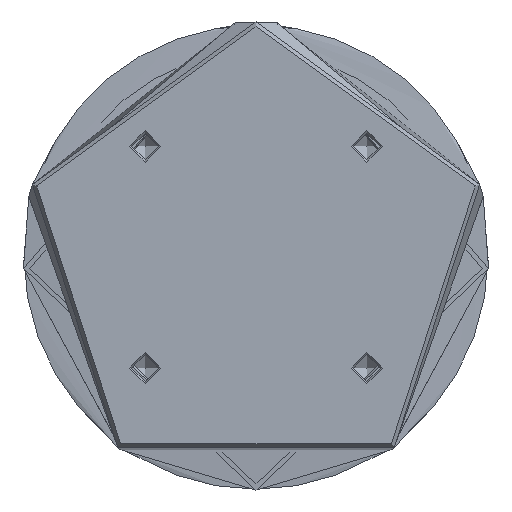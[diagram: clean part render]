
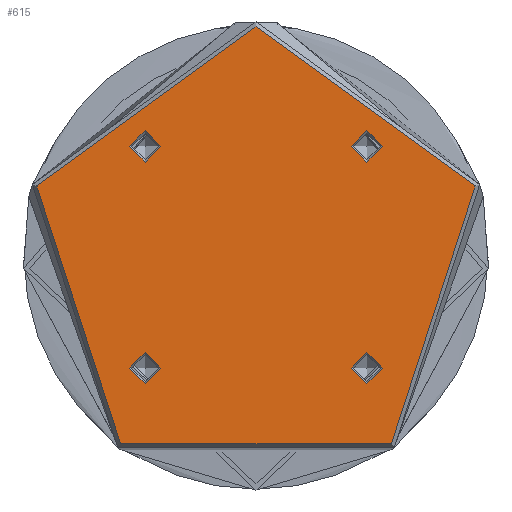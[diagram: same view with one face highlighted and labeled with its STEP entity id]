
A CAD part, front view. The second image highlights one B-rep face of the part: STEP entity #615.
In plain terms, the highlighted face is planar.
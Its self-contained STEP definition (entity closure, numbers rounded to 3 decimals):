
#103 = CIRCLE ( 'NONE', #2600, 5.025 ) ;
#117 = CIRCLE ( 'NONE', #980, 73.5 ) ;
#144 = AXIS2_PLACEMENT_3D ( 'NONE', #4047, #1505, #4481 ) ;
#295 = DIRECTION ( 'NONE',  ( 0., 0., 1. ) ) ;
#421 = CARTESIAN_POINT ( 'NONE',  ( 0., 0., 0. ) ) ;
#451 = AXIS2_PLACEMENT_3D ( 'NONE', #3228, #738, #3670 ) ;
#460 = ORIENTED_EDGE ( 'NONE', *, *, #716, .F. ) ;
#528 = VERTEX_POINT ( 'NONE', #1339 ) ;
#615 = ADVANCED_FACE ( 'NONE', ( #2190, #1068, #4455, #3293, #2326 ), #3784, .F. ) ;
#710 = AXIS2_PLACEMENT_3D ( 'NONE', #2787, #295, #3199 ) ;
#716 = EDGE_CURVE ( 'NONE', #5295, #5295, #4376, .T. ) ;
#738 = DIRECTION ( 'NONE',  ( 0., 0., 1. ) ) ;
#845 = ORIENTED_EDGE ( 'NONE', *, *, #4386, .F. ) ;
#904 = EDGE_LOOP ( 'NONE', ( #3704 ) ) ;
#905 = ORIENTED_EDGE ( 'NONE', *, *, #4899, .T. ) ;
#980 = AXIS2_PLACEMENT_3D ( 'NONE', #1921, #4903, #2346 ) ;
#1068 = FACE_BOUND ( 'NONE', #3836, .T. ) ;
#1280 = DIRECTION ( 'NONE',  ( 0., 0., 1. ) ) ;
#1339 = CARTESIAN_POINT ( 'NONE',  ( 40.38, 35.355, 0. ) ) ;
#1505 = DIRECTION ( 'NONE',  ( 0., 0., 1. ) ) ;
#1648 = VERTEX_POINT ( 'NONE', #3870 ) ;
#1671 = AXIS2_PLACEMENT_3D ( 'NONE', #421, #4217, #1681 ) ;
#1681 = DIRECTION ( 'NONE',  ( -1., 0., 0. ) ) ;
#1921 = CARTESIAN_POINT ( 'NONE',  ( 0., 0., 0. ) ) ;
#1982 = CIRCLE ( 'NONE', #144, 5.025 ) ;
#2182 = EDGE_LOOP ( 'NONE', ( #845 ) ) ;
#2190 = FACE_BOUND ( 'NONE', #4958, .T. ) ;
#2201 = CARTESIAN_POINT ( 'NONE',  ( 40.38, -35.355, 0. ) ) ;
#2326 = FACE_OUTER_BOUND ( 'NONE', #3663, .T. ) ;
#2346 = DIRECTION ( 'NONE',  ( 1., 0., 0. ) ) ;
#2502 = EDGE_CURVE ( 'NONE', #1648, #1648, #1982, .T. ) ;
#2573 = EDGE_CURVE ( 'NONE', #528, #528, #4109, .T. ) ;
#2600 = AXIS2_PLACEMENT_3D ( 'NONE', #3806, #1280, #4239 ) ;
#2787 = CARTESIAN_POINT ( 'NONE',  ( 35.355, 35.355, 0. ) ) ;
#3030 = CARTESIAN_POINT ( 'NONE',  ( 73.5, 0., 0. ) ) ;
#3199 = DIRECTION ( 'NONE',  ( 1., 0., 0. ) ) ;
#3228 = CARTESIAN_POINT ( 'NONE',  ( -35.355, -35.355, 0. ) ) ;
#3293 = FACE_BOUND ( 'NONE', #904, .T. ) ;
#3333 = VERTEX_POINT ( 'NONE', #2201 ) ;
#3663 = EDGE_LOOP ( 'NONE', ( #905 ) ) ;
#3670 = DIRECTION ( 'NONE',  ( 1., 0., 0. ) ) ;
#3684 = ORIENTED_EDGE ( 'NONE', *, *, #2502, .F. ) ;
#3704 = ORIENTED_EDGE ( 'NONE', *, *, #2573, .F. ) ;
#3784 = PLANE ( 'NONE',  #1671 ) ;
#3806 = CARTESIAN_POINT ( 'NONE',  ( 35.355, -35.355, 0. ) ) ;
#3836 = EDGE_LOOP ( 'NONE', ( #460 ) ) ;
#3857 = CARTESIAN_POINT ( 'NONE',  ( -30.33, -35.355, 0. ) ) ;
#3870 = CARTESIAN_POINT ( 'NONE',  ( -30.33, 35.355, 0. ) ) ;
#4047 = CARTESIAN_POINT ( 'NONE',  ( -35.355, 35.355, 0. ) ) ;
#4109 = CIRCLE ( 'NONE', #710, 5.025 ) ;
#4217 = DIRECTION ( 'NONE',  ( 0., 0., -1. ) ) ;
#4239 = DIRECTION ( 'NONE',  ( 1., 0., 0. ) ) ;
#4354 = VERTEX_POINT ( 'NONE', #3030 ) ;
#4376 = CIRCLE ( 'NONE', #451, 5.025 ) ;
#4386 = EDGE_CURVE ( 'NONE', #3333, #3333, #103, .T. ) ;
#4455 = FACE_BOUND ( 'NONE', #2182, .T. ) ;
#4481 = DIRECTION ( 'NONE',  ( 1., 0., 0. ) ) ;
#4899 = EDGE_CURVE ( 'NONE', #4354, #4354, #117, .T. ) ;
#4903 = DIRECTION ( 'NONE',  ( 0., 0., 1. ) ) ;
#4958 = EDGE_LOOP ( 'NONE', ( #3684 ) ) ;
#5295 = VERTEX_POINT ( 'NONE', #3857 ) ;
